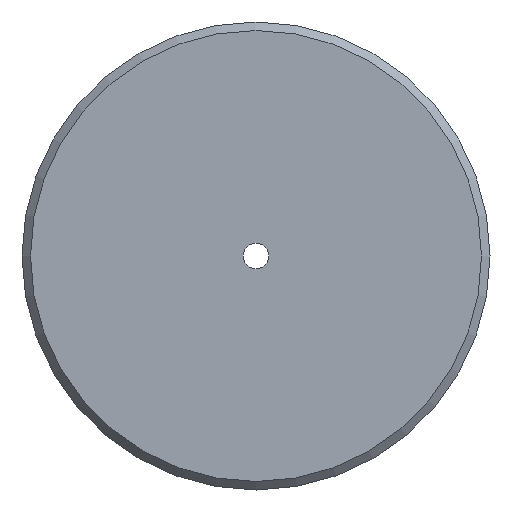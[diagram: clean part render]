
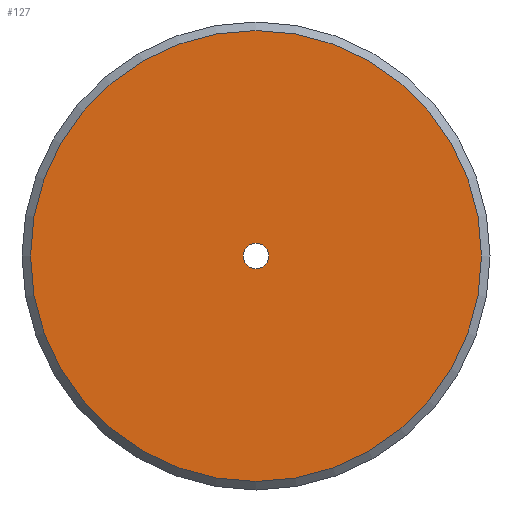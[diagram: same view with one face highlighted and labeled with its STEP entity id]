
A CAD part, front view. The second image highlights one B-rep face of the part: STEP entity #127.
In plain terms, the highlighted planar face has unit normal (0, -1, 0).
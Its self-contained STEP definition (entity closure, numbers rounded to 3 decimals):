
#4 = AXIS2_PLACEMENT_3D ( 'NONE', #313, #173, #197 ) ;
#9 = EDGE_LOOP ( 'NONE', ( #115 ) ) ;
#12 = EDGE_LOOP ( 'NONE', ( #227 ) ) ;
#25 = EDGE_CURVE ( 'NONE', #305, #305, #134, .T. ) ;
#42 = CIRCLE ( 'NONE', #4, 1.5 ) ;
#68 = DIRECTION ( 'NONE',  ( 0., 0., 1. ) ) ;
#111 = DIRECTION ( 'NONE',  ( 0., 1., 0. ) ) ;
#115 = ORIENTED_EDGE ( 'NONE', *, *, #25, .F. ) ;
#127 = ADVANCED_FACE ( 'NONE', ( #223, #311 ), #307, .F. ) ;
#134 = CIRCLE ( 'NONE', #184, 26.5 ) ;
#157 = VERTEX_POINT ( 'NONE', #269 ) ;
#159 = CARTESIAN_POINT ( 'NONE',  ( 0., 0., 0. ) ) ;
#173 = DIRECTION ( 'NONE',  ( 0., 1., 0. ) ) ;
#184 = AXIS2_PLACEMENT_3D ( 'NONE', #159, #111, #234 ) ;
#190 = EDGE_CURVE ( 'NONE', #157, #157, #42, .T. ) ;
#197 = DIRECTION ( 'NONE',  ( 0., 0., 1. ) ) ;
#213 = DIRECTION ( 'NONE',  ( 0., 1., 0. ) ) ;
#214 = CARTESIAN_POINT ( 'NONE',  ( 1.5, 0., 0. ) ) ;
#223 = FACE_OUTER_BOUND ( 'NONE', #9, .T. ) ;
#226 = AXIS2_PLACEMENT_3D ( 'NONE', #214, #213, #68 ) ;
#227 = ORIENTED_EDGE ( 'NONE', *, *, #190, .T. ) ;
#234 = DIRECTION ( 'NONE',  ( 0., 0., 1. ) ) ;
#263 = CARTESIAN_POINT ( 'NONE',  ( 0., 0., 26.5 ) ) ;
#269 = CARTESIAN_POINT ( 'NONE',  ( 0., 0., 1.5 ) ) ;
#305 = VERTEX_POINT ( 'NONE', #263 ) ;
#307 = PLANE ( 'NONE',  #226 ) ;
#311 = FACE_BOUND ( 'NONE', #12, .T. ) ;
#313 = CARTESIAN_POINT ( 'NONE',  ( 0., 0., 0. ) ) ;
